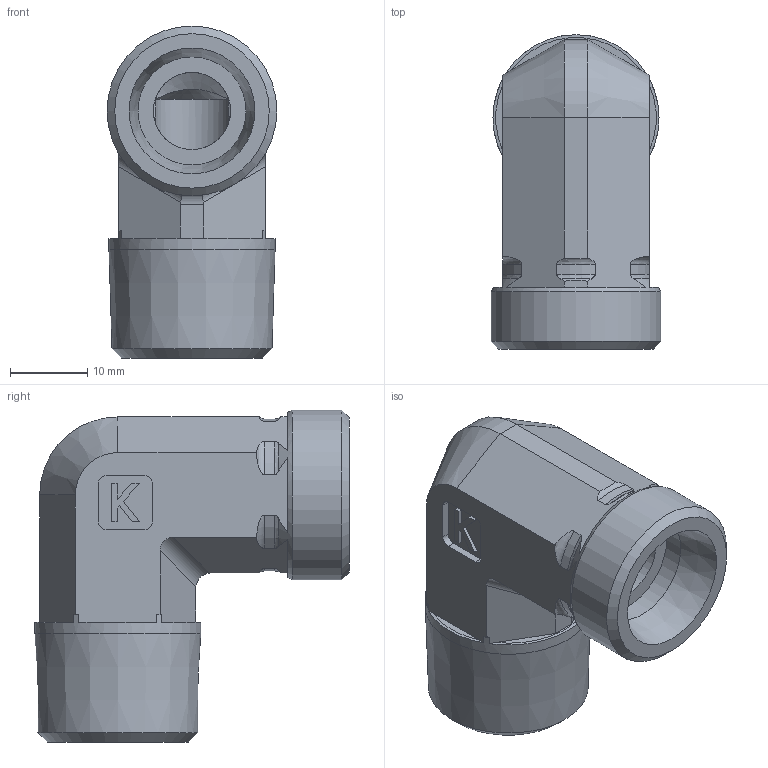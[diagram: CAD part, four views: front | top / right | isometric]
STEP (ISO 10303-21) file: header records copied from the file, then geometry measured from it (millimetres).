
FILE_DESCRIPTION((''),'2;1');
FILE_NAME('23003144822.stp','2014-08-27T10:40:25',(''),('KNOMI spol. s r. o.'),'Autodesk Inventor 2012','Autodesk Inventor 2012','');
FILE_SCHEMA(('AUTOMOTIVE_DESIGN { 1 2 10303 214 0 1 1 1 }'));
Length unit declared in the file: millimetre
Products named in the file (1): LHCR3 14SRkuž R1/2/M22x1
Bounding box: 22 x 40.76 x 43 mm (x, y, z)
Volume: 14401.6 mm3; surface area: 6583.9 mm2
Topology: 1 solids, 1 shells, 112 faces, 300 edges, 193 vertices
Faces by surface type: plane 53, cylinder 23, torus 20, cone 16
Full cylindrical faces by diameter (mm): 10 x2, 14 x1, 21.518 x1, 22 x1
Entity records: 3590 total; most frequent: CARTESIAN_POINT 898, ORIENTED_EDGE 568, DIRECTION 536, EDGE_CURVE 284, AXIS2_PLACEMENT_3D 200, VERTEX_POINT 188, VECTOR 136, LINE 136
